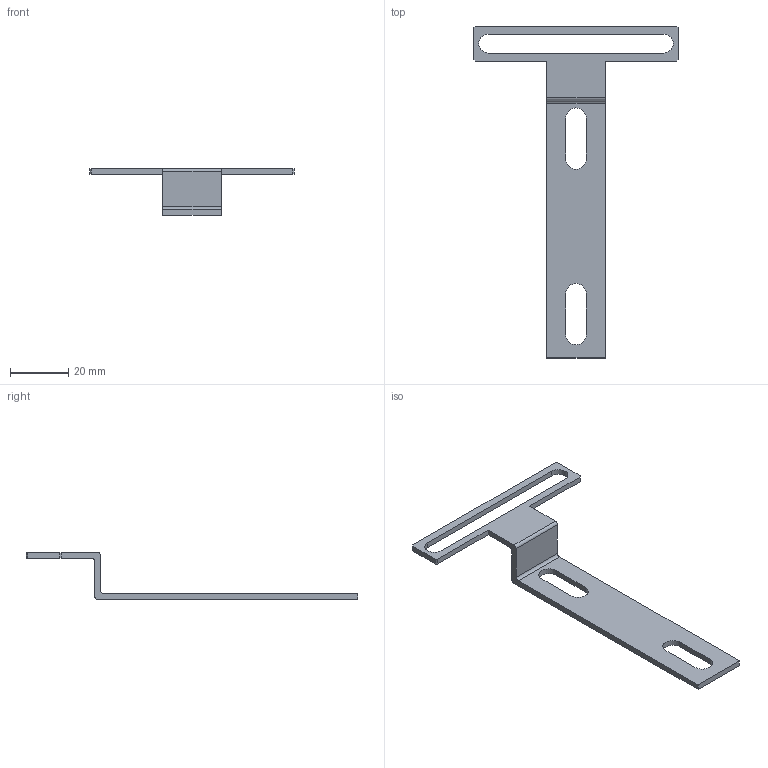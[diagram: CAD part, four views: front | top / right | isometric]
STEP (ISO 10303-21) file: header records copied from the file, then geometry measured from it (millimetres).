
FILE_DESCRIPTION (( 'STEP AP214' ), '1' );
FILE_NAME ('SV 4 FU10 001.STEP', '2025-09-07T23:51:30', ( '' ), ( '' ), 'SwSTEP 2.0', 'SolidWorks 2024', '' );
FILE_SCHEMA (( 'AUTOMOTIVE_DESIGN' ));
Length unit declared in the file: millimetre
Products named in the file (1): SV 4  FU10 001
Bounding box: 70 x 113.5 x 16 mm (x, y, z)
Volume: 4906.7 mm3; surface area: 6140.8 mm2
Topology: 1 solids, 1 shells, 35 faces, 99 edges, 66 vertices
Faces by surface type: plane 24, cylinder 11
Entity records: 1170 total; most frequent: CARTESIAN_POINT 201, ORIENTED_EDGE 198, DIRECTION 193, EDGE_CURVE 99, LINE 77, VECTOR 77, VERTEX_POINT 66, AXIS2_PLACEMENT_3D 58
